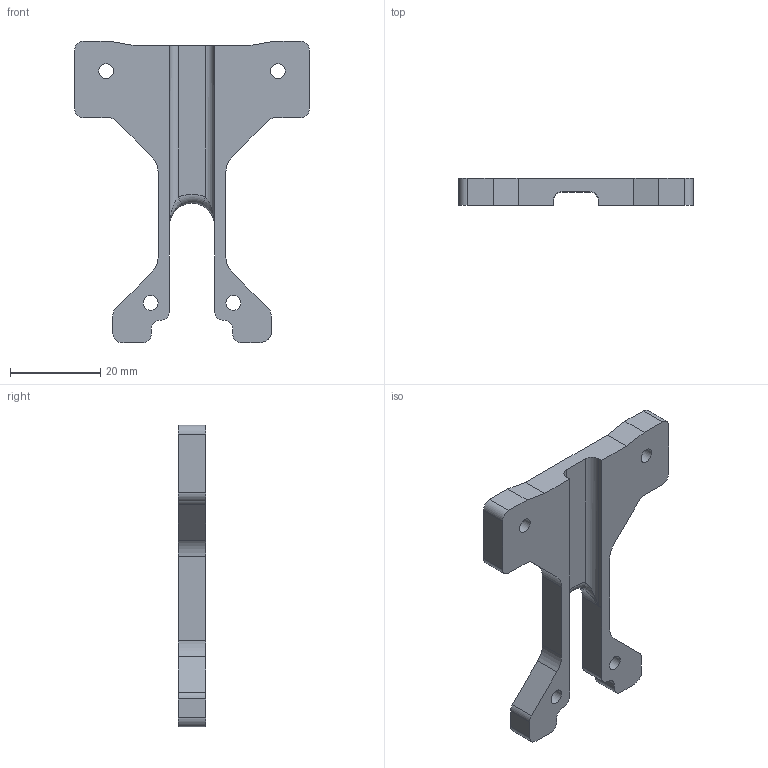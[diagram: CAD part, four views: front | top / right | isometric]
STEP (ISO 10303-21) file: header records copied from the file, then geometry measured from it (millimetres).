
FILE_DESCRIPTION(/* description */ (''),/* implementation_level */ '2;1');
FILE_NAME(/* name */ 'cable-management-cover.step',/* time_stamp */ '2023-01-14T10:00:18+07:00',/* author */ (''),/* organization */ (''),/* preprocessor_version */ 'ST-DEVELOPER v19.2',/* originating_system */ 'Autodesk Translation Framework v11.17.0.187',/* authorisation */ '');
FILE_SCHEMA (('AUTOMOTIVE_DESIGN { 1 0 10303 214 3 1 1 }'));
Length unit declared in the file: millimetre
Products named in the file (1): Cable Management Cover
Bounding box: 52 x 6 x 66.78 mm (x, y, z)
Volume: 8229.6 mm3; surface area: 5323 mm2
Topology: 1 solids, 1 shells, 88 faces, 244 edges, 158 vertices
Faces by surface type: plane 54, cylinder 30, bspline 3, torus 1
Full cylindrical faces by diameter (mm): 3.3 x4, 6 x2
Entity records: 3041 total; most frequent: CARTESIAN_POINT 679, DIRECTION 491, ORIENTED_EDGE 488, EDGE_CURVE 244, AXIS2_PLACEMENT_3D 165, LINE 161, VECTOR 161, VERTEX_POINT 158
